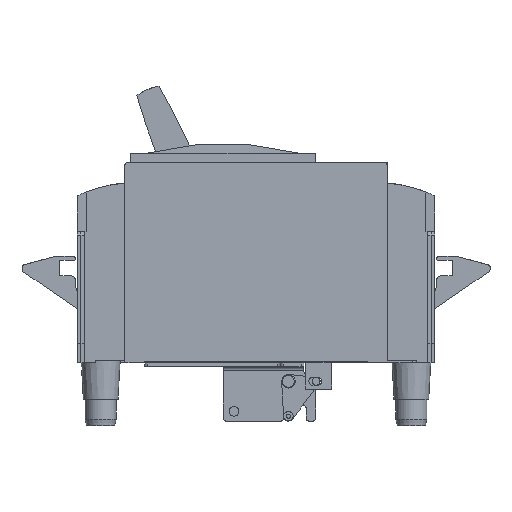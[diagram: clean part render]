
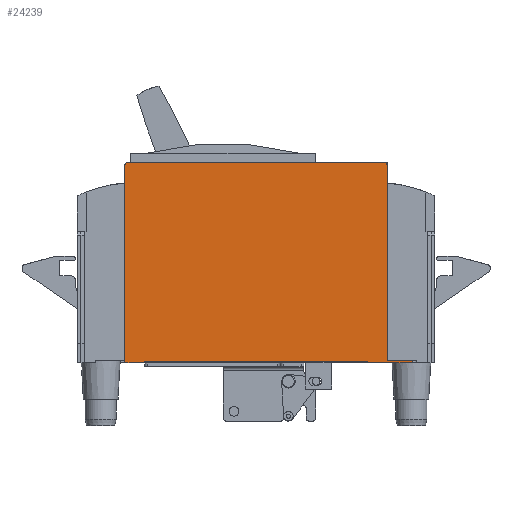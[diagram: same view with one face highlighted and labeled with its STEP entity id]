
A CAD part, left-side view. The second image highlights one B-rep face of the part: STEP entity #24239.
In plain terms, the highlighted face is planar.
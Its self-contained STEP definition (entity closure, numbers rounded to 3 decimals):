
#235=PLANE('',#25853);
#1401=LINE('',#35744,#4062);
#1457=LINE('',#35991,#4118);
#1520=LINE('',#36234,#4181);
#2100=LINE('',#37463,#4761);
#2113=LINE('',#37494,#4774);
#2128=LINE('',#37521,#4789);
#2129=LINE('',#37522,#4790);
#2130=LINE('',#37524,#4791);
#2131=LINE('',#37525,#4792);
#2132=LINE('',#37527,#4793);
#4062=VECTOR('',#28327,1000.);
#4118=VECTOR('',#28461,1000.);
#4181=VECTOR('',#28584,1000.);
#4761=VECTOR('',#29382,1000.);
#4774=VECTOR('',#29413,1000.);
#4789=VECTOR('',#29434,1000.);
#4790=VECTOR('',#29435,1000.);
#4791=VECTOR('',#29436,1000.);
#4792=VECTOR('',#29437,1000.);
#4793=VECTOR('',#29438,1000.);
#6536=CIRCLE('',#25685,1.);
#6603=CIRCLE('',#25837,1.);
#8778=ORIENTED_EDGE('',*,*,#14664,.F.);
#8779=ORIENTED_EDGE('',*,*,#15425,.T.);
#8780=ORIENTED_EDGE('',*,*,#14571,.T.);
#8781=ORIENTED_EDGE('',*,*,#15426,.F.);
#8782=ORIENTED_EDGE('',*,*,#15427,.F.);
#8783=ORIENTED_EDGE('',*,*,#15409,.F.);
#8784=ORIENTED_EDGE('',*,*,#14625,.F.);
#8785=ORIENTED_EDGE('',*,*,#15392,.F.);
#8786=ORIENTED_EDGE('',*,*,#15379,.F.);
#8787=ORIENTED_EDGE('',*,*,#14763,.F.);
#8788=ORIENTED_EDGE('',*,*,#15428,.T.);
#8789=ORIENTED_EDGE('',*,*,#15429,.F.);
#14571=EDGE_CURVE('',#17988,#17987,#1401,.T.);
#14625=EDGE_CURVE('',#18035,#18036,#6536,.T.);
#14664=EDGE_CURVE('',#18067,#18069,#1457,.T.);
#14763=EDGE_CURVE('',#18154,#18155,#1520,.T.);
#15379=EDGE_CURVE('',#18155,#18651,#6603,.T.);
#15392=EDGE_CURVE('',#18651,#18035,#2100,.T.);
#15409=EDGE_CURVE('',#18036,#18672,#2113,.T.);
#15425=EDGE_CURVE('',#18067,#17988,#2128,.T.);
#15426=EDGE_CURVE('',#18681,#17987,#2129,.T.);
#15427=EDGE_CURVE('',#18672,#18681,#2130,.T.);
#15428=EDGE_CURVE('',#18154,#18682,#2131,.T.);
#15429=EDGE_CURVE('',#18069,#18682,#2132,.T.);
#17987=VERTEX_POINT('',#35743);
#17988=VERTEX_POINT('',#35745);
#18035=VERTEX_POINT('',#35852);
#18036=VERTEX_POINT('',#35854);
#18067=VERTEX_POINT('',#35989);
#18069=VERTEX_POINT('',#35992);
#18154=VERTEX_POINT('',#36233);
#18155=VERTEX_POINT('',#36235);
#18651=VERTEX_POINT('',#37438);
#18672=VERTEX_POINT('',#37495);
#18681=VERTEX_POINT('',#37523);
#18682=VERTEX_POINT('',#37526);
#20349=EDGE_LOOP('',(#8778,#8779,#8780,#8781,#8782,#8783,#8784,#8785,#8786,
#8787,#8788,#8789));
#22176=FACE_BOUND('',#20349,.T.);
#24239=ADVANCED_FACE('',(#22176),#235,.F.);
#25685=AXIS2_PLACEMENT_3D('',#35853,#28409,#28410);
#25837=AXIS2_PLACEMENT_3D('',#37437,#29363,#29364);
#25853=AXIS2_PLACEMENT_3D('',#37520,#29432,#29433);
#28327=DIRECTION('',(1.,0.,0.));
#28409=DIRECTION('',(0.,1.,0.));
#28410=DIRECTION('',(1.,0.,0.));
#28461=DIRECTION('',(-1.,0.,0.));
#28584=DIRECTION('',(0.,0.,1.));
#29363=DIRECTION('',(0.,1.,0.));
#29364=DIRECTION('',(1.,0.,0.));
#29382=DIRECTION('',(1.,0.,0.));
#29413=DIRECTION('',(0.,0.,-1.));
#29432=DIRECTION('',(0.,1.,0.));
#29433=DIRECTION('',(0.,0.,1.));
#29434=DIRECTION('',(0.,0.,-1.));
#29435=DIRECTION('',(0.,0.,-1.));
#29436=DIRECTION('',(1.,0.,0.));
#29437=DIRECTION('',(1.,0.,0.));
#29438=DIRECTION('',(0.,0.,-1.));
#35743=CARTESIAN_POINT('',(80.4,-70.,0.));
#35744=CARTESIAN_POINT('',(57.5,-70.,0.));
#35745=CARTESIAN_POINT('',(57.5,-70.,0.));
#35852=CARTESIAN_POINT('',(66.5,-70.,103.));
#35853=CARTESIAN_POINT('',(66.5,-70.,102.));
#35854=CARTESIAN_POINT('',(67.5,-70.,102.));
#35989=CARTESIAN_POINT('',(57.5,-70.,0.5));
#35991=CARTESIAN_POINT('',(67.5,-70.,0.5));
#35992=CARTESIAN_POINT('',(-57.5,-70.,0.5));
#36233=CARTESIAN_POINT('',(-67.5,-70.,0.));
#36234=CARTESIAN_POINT('',(-67.5,-70.,0.5));
#36235=CARTESIAN_POINT('',(-67.5,-70.,102.));
#37437=CARTESIAN_POINT('',(-66.5,-70.,102.));
#37438=CARTESIAN_POINT('',(-66.5,-70.,103.));
#37463=CARTESIAN_POINT('',(-66.5,-70.,103.));
#37494=CARTESIAN_POINT('',(67.5,-70.,102.));
#37495=CARTESIAN_POINT('',(67.5,-70.,1.1));
#37520=CARTESIAN_POINT('',(-66.5,-70.,102.));
#37521=CARTESIAN_POINT('',(57.5,-70.,1.1));
#37522=CARTESIAN_POINT('',(80.4,-70.,1.1));
#37523=CARTESIAN_POINT('',(80.4,-70.,1.1));
#37524=CARTESIAN_POINT('',(57.5,-70.,1.1));
#37525=CARTESIAN_POINT('',(-67.5,-70.,0.));
#37526=CARTESIAN_POINT('',(-57.5,-70.,0.));
#37527=CARTESIAN_POINT('',(-57.5,-70.,0.5));
